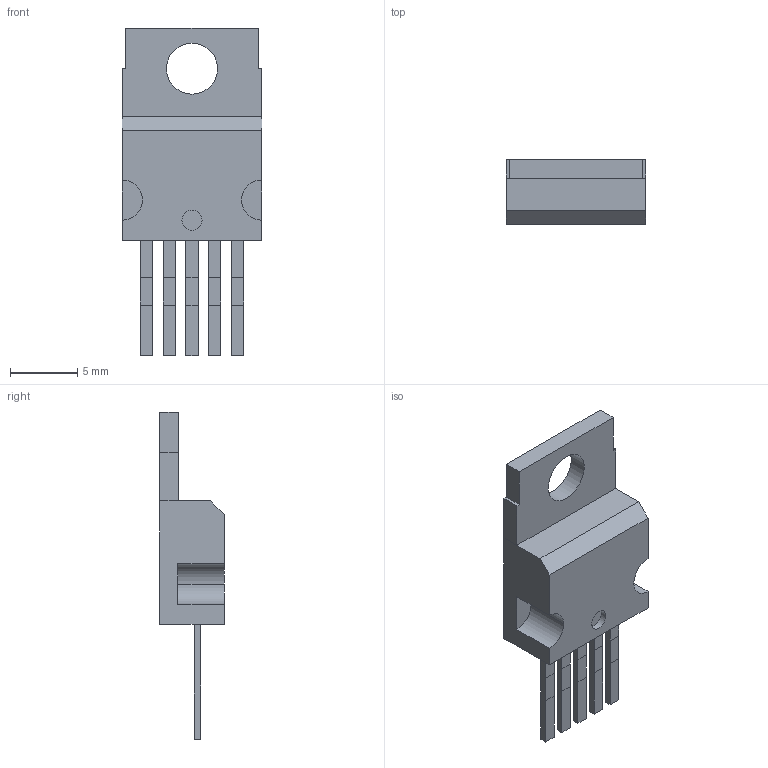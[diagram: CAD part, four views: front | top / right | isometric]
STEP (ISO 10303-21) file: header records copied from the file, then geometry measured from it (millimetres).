
FILE_DESCRIPTION(('FreeCAD Model'),'2;1');
FILE_NAME('TO_220_5_Pentawatt_Multiwatt_5_Vertical.step','2017-05-02T02:39:14',('kicad StepUp'),( 'ksu MCAD'),'Open CASCADE STEP processor 7.1','FreeCAD','Unknown');
FILE_SCHEMA(('AUTOMOTIVE_DESIGN_CC2 { 1 2 10303 214 -1 1 5 4 }'));
Length unit declared in the file: millimetre
Products named in the file (1): TO_220_5_Pentawatt_Multiwatt_5_Vertical
Bounding box: 10.4 x 4.8 x 24.4 mm (x, y, z)
Volume: 524.6 mm3; surface area: 653 mm2
Topology: 1 solids, 1 shells, 69 faces, 179 edges, 118 vertices
Faces by surface type: plane 64, cylinder 5
Full cylindrical faces by diameter (mm): 1.5 x1, 3.8 x1
Entity records: 1417 total; most frequent: ORIENTED_EDGE 280, EDGE_CURVE 179, LINE 165, CARTESIAN_POINT 160, VERTEX_POINT 118, AXIS2_PLACEMENT_3D 77, FACE_BOUND 77, EDGE_LOOP 77
